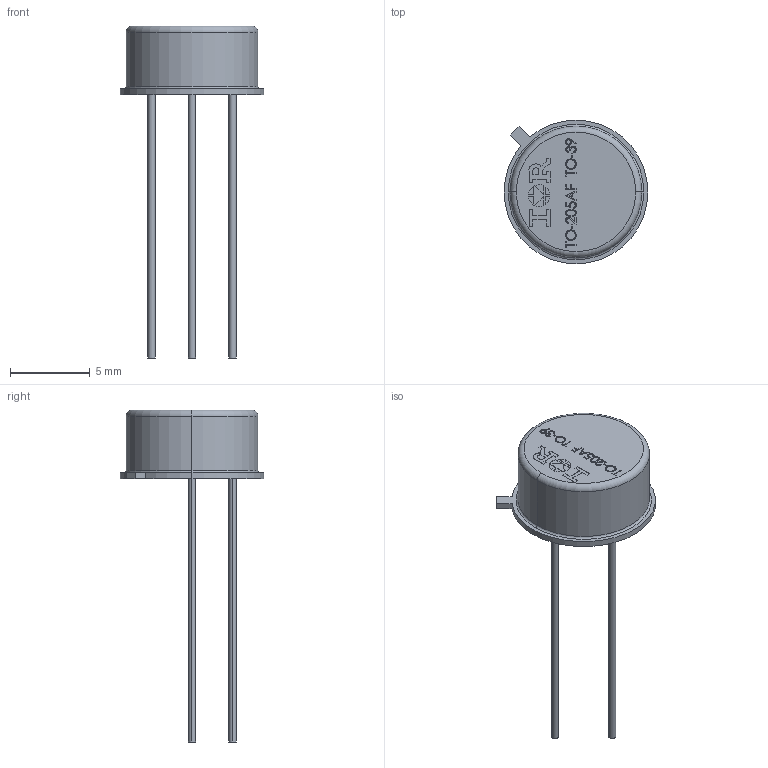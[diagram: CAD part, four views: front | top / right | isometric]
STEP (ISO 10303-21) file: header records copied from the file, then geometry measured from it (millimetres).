
FILE_DESCRIPTION (( 'STEP AP203' ), '1' );
FILE_NAME ('D100452G-STEP Rev G.STEP', '2022-03-01T15:08:26', ( '' ), ( '' ), 'SwSTEP 2.0', 'SolidWorks 2020', '' );
FILE_SCHEMA (( 'CONFIG_CONTROL_DESIGN' ));
Length unit declared in the file: inch
Products named in the file (1): D100452G-STEP Rev G
Bounding box: 9.02 x 9.02 x 20.83 mm (x, y, z)
Volume: 242.2 mm3; surface area: 307.7 mm2
Topology: 1 solids, 1 shells, 230 faces, 587 edges, 390 vertices
Faces by surface type: plane 144, bspline 62, cylinder 20, torus 4
Entity records: 10962 total; most frequent: CARTESIAN_POINT 5678, ORIENTED_EDGE 1174, DIRECTION 849, EDGE_CURVE 587, VECTOR 415, LINE 415, VERTEX_POINT 390, EDGE_LOOP 261
